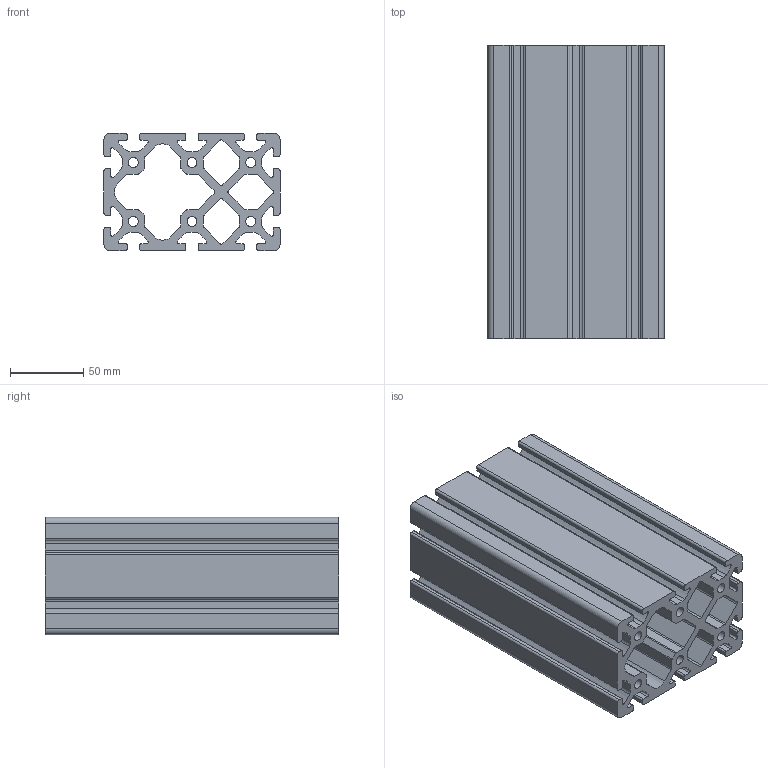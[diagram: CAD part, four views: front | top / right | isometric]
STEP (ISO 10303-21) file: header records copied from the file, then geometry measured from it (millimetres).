
FILE_DESCRIPTION(/* description */ ('Aluminiumprofil 120x80'),/* implementation_level */ '2;1');
FILE_NAME(/* name */ 'Syskomp 281120919 Aluminiumprofil 120x80.stp',/* time_stamp */ '2017-08-18T10:55:02+02:00',/* author */ ('wheldmann'),/* organization */ (''),/* preprocessor_version */ 'ST-DEVELOPER v16.1',/* originating_system */ 'Autodesk Inventor 2016',/* authorisation */ ' ');
FILE_SCHEMA (('AUTOMOTIVE_DESIGN { 1 0 10303 214 3 1 1 }'));
Length unit declared in the file: millimetre
Products named in the file (1): 281120919 Aluminiumprofil 120x80 - 200
Bounding box: 120 x 200 x 80 mm (x, y, z)
Volume: 797273.2 mm3; surface area: 280530.7 mm2
Topology: 1 solids, 1 shells, 252 faces, 750 edges, 500 vertices
Faces by surface type: cylinder 148, plane 104
Full cylindrical faces by diameter (mm): 6.8 x6
Entity records: 8604 total; most frequent: DIRECTION 1546, CARTESIAN_POINT 1497, ORIENTED_EDGE 1488, EDGE_CURVE 744, AXIS2_PLACEMENT_3D 549, VERTEX_POINT 500, LINE 448, VECTOR 448
